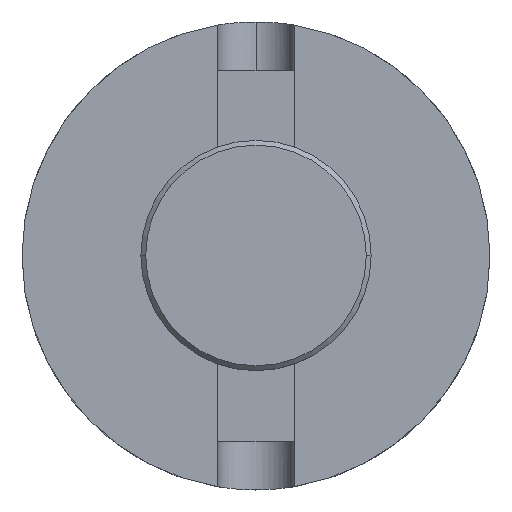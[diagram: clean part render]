
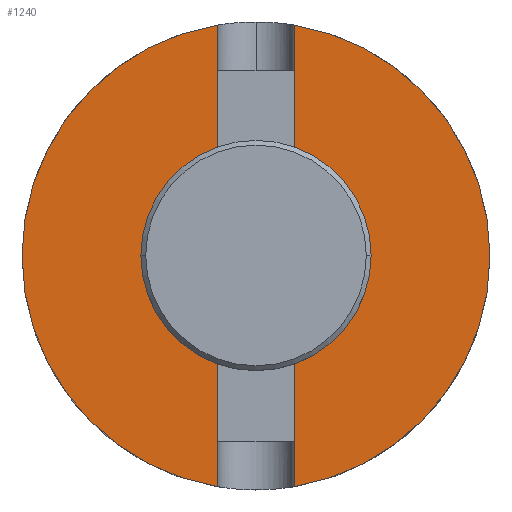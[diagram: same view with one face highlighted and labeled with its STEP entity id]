
A CAD part, top view. The second image highlights one B-rep face of the part: STEP entity #1240.
In plain terms, the highlighted planar face has unit normal (0, 0, 1).
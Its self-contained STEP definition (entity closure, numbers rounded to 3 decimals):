
#54 = EDGE_CURVE ( 'NONE', #410, #1683, #1407, .T. ) ;
#138 = CARTESIAN_POINT ( 'NONE',  ( 7.937, 0., 101.6 ) ) ;
#159 = EDGE_LOOP ( 'NONE', ( #195, #813 ) ) ;
#161 = VECTOR ( 'NONE', #2586, 1000. ) ;
#164 = VECTOR ( 'NONE', #1275, 1000. ) ;
#186 = CIRCLE ( 'NONE', #2938, 48.387 ) ;
#195 = ORIENTED_EDGE ( 'NONE', *, *, #423, .F. ) ;
#201 = AXIS2_PLACEMENT_3D ( 'NONE', #2316, #2371, #2333 ) ;
#208 = DIRECTION ( 'NONE',  ( 0., 0., 1. ) ) ;
#228 = DIRECTION ( 'NONE',  ( -1., 0., 0. ) ) ;
#241 = CARTESIAN_POINT ( 'NONE',  ( -19.05, 0., 101.6 ) ) ;
#242 = CARTESIAN_POINT ( 'NONE',  ( 0., 0., 101.6 ) ) ;
#256 = EDGE_LOOP ( 'NONE', ( #1418, #2650, #257, #891, #2728, #343, #952, #2181, #2798, #1025 ) ) ;
#257 = ORIENTED_EDGE ( 'NONE', *, *, #1262, .T. ) ;
#266 = CARTESIAN_POINT ( 'NONE',  ( -7.937, 0., 101.6 ) ) ;
#343 = ORIENTED_EDGE ( 'NONE', *, *, #1628, .F. ) ;
#357 = DIRECTION ( 'NONE',  ( 0., 1., 0. ) ) ;
#384 = EDGE_CURVE ( 'NONE', #2329, #2494, #186, .T. ) ;
#385 = VERTEX_POINT ( 'NONE', #478 ) ;
#410 = VERTEX_POINT ( 'NONE', #2530 ) ;
#423 = EDGE_CURVE ( 'NONE', #2076, #1164, #685, .T. ) ;
#472 = VECTOR ( 'NONE', #357, 1000. ) ;
#478 = CARTESIAN_POINT ( 'NONE',  ( -7.937, 47.732, 101.6 ) ) ;
#488 = DIRECTION ( 'NONE',  ( 0., -1., 0. ) ) ;
#496 = VERTEX_POINT ( 'NONE', #1452 ) ;
#505 = EDGE_CURVE ( 'NONE', #2789, #410, #1084, .T. ) ;
#656 = CARTESIAN_POINT ( 'NONE',  ( 48.968, -48.304, 101.6 ) ) ;
#685 = CIRCLE ( 'NONE', #201, 19.05 ) ;
#720 = PLANE ( 'NONE',  #726 ) ;
#722 = VECTOR ( 'NONE', #228, 1000. ) ;
#726 = AXIS2_PLACEMENT_3D ( 'NONE', #656, #727, #749 ) ;
#727 = DIRECTION ( 'NONE',  ( 0., 0., -1. ) ) ;
#743 = CARTESIAN_POINT ( 'NONE',  ( 0., -22.5, 101.6 ) ) ;
#744 = AXIS2_PLACEMENT_3D ( 'NONE', #978, #990, #1015 ) ;
#749 = DIRECTION ( 'NONE',  ( -1., 0., 0. ) ) ;
#781 = DIRECTION ( 'NONE',  ( 1., 0., 0. ) ) ;
#789 = CARTESIAN_POINT ( 'NONE',  ( -7.937, 22.5, 101.6 ) ) ;
#790 = DIRECTION ( 'NONE',  ( 0., 0., 1. ) ) ;
#803 = CARTESIAN_POINT ( 'NONE',  ( 0., 0., 101.6 ) ) ;
#813 = ORIENTED_EDGE ( 'NONE', *, *, #2522, .F. ) ;
#831 = CARTESIAN_POINT ( 'NONE',  ( 7.937, -47.732, 101.6 ) ) ;
#889 = DIRECTION ( 'NONE',  ( 0., 0., 1. ) ) ;
#891 = ORIENTED_EDGE ( 'NONE', *, *, #1550, .F. ) ;
#952 = ORIENTED_EDGE ( 'NONE', *, *, #2022, .T. ) ;
#970 = AXIS2_PLACEMENT_3D ( 'NONE', #1211, #1223, #1237 ) ;
#978 = CARTESIAN_POINT ( 'NONE',  ( 0., 0., 101.6 ) ) ;
#990 = DIRECTION ( 'NONE',  ( 0., 0., 1. ) ) ;
#992 = FACE_BOUND ( 'NONE', #159, .T. ) ;
#1011 = VERTEX_POINT ( 'NONE', #2188 ) ;
#1015 = DIRECTION ( 'NONE',  ( 1., 0., 0. ) ) ;
#1025 = ORIENTED_EDGE ( 'NONE', *, *, #54, .F. ) ;
#1084 = LINE ( 'NONE', #138, #472 ) ;
#1141 = FACE_OUTER_BOUND ( 'NONE', #256, .T. ) ;
#1164 = VERTEX_POINT ( 'NONE', #241 ) ;
#1168 = LINE ( 'NONE', #1285, #164 ) ;
#1189 = EDGE_CURVE ( 'NONE', #1683, #2494, #2834, .T. ) ;
#1211 = CARTESIAN_POINT ( 'NONE',  ( 0., 0., 101.6 ) ) ;
#1223 = DIRECTION ( 'NONE',  ( 0., 0., 1. ) ) ;
#1237 = DIRECTION ( 'NONE',  ( 1., 0., 0. ) ) ;
#1240 = ADVANCED_FACE ( 'NONE', ( #992, #1141 ), #720, .F. ) ;
#1247 = CARTESIAN_POINT ( 'NONE',  ( -48.387, 0., 101.6 ) ) ;
#1258 = EDGE_CURVE ( 'NONE', #2789, #1011, #2152, .T. ) ;
#1262 = EDGE_CURVE ( 'NONE', #1011, #1654, #2695, .T. ) ;
#1275 = DIRECTION ( 'NONE',  ( 0., -1., 0. ) ) ;
#1285 = CARTESIAN_POINT ( 'NONE',  ( -7.937, 0., 101.6 ) ) ;
#1407 = LINE ( 'NONE', #743, #722 ) ;
#1418 = ORIENTED_EDGE ( 'NONE', *, *, #505, .F. ) ;
#1452 = CARTESIAN_POINT ( 'NONE',  ( 7.937, 22.5, 101.6 ) ) ;
#1522 = CARTESIAN_POINT ( 'NONE',  ( 7.937, 47.732, 101.6 ) ) ;
#1550 = EDGE_CURVE ( 'NONE', #496, #1654, #1932, .T. ) ;
#1581 = CARTESIAN_POINT ( 'NONE',  ( 19.05, 0., 101.6 ) ) ;
#1628 = EDGE_CURVE ( 'NONE', #385, #2331, #1168, .T. ) ;
#1654 = VERTEX_POINT ( 'NONE', #1522 ) ;
#1683 = VERTEX_POINT ( 'NONE', #1952 ) ;
#1832 = AXIS2_PLACEMENT_3D ( 'NONE', #2273, #889, #2507 ) ;
#1904 = CIRCLE ( 'NONE', #1832, 19.05 ) ;
#1930 = LINE ( 'NONE', #2833, #161 ) ;
#1932 = LINE ( 'NONE', #1992, #2620 ) ;
#1952 = CARTESIAN_POINT ( 'NONE',  ( -7.937, -22.5, 101.6 ) ) ;
#1992 = CARTESIAN_POINT ( 'NONE',  ( 7.937, 0., 101.6 ) ) ;
#2005 = DIRECTION ( 'NONE',  ( 0., 1., 0. ) ) ;
#2022 = EDGE_CURVE ( 'NONE', #385, #2329, #2229, .T. ) ;
#2076 = VERTEX_POINT ( 'NONE', #1581 ) ;
#2129 = EDGE_CURVE ( 'NONE', #2331, #496, #1930, .T. ) ;
#2152 = CIRCLE ( 'NONE', #744, 48.387 ) ;
#2181 = ORIENTED_EDGE ( 'NONE', *, *, #384, .T. ) ;
#2188 = CARTESIAN_POINT ( 'NONE',  ( 48.387, 0., 101.6 ) ) ;
#2229 = CIRCLE ( 'NONE', #2392, 48.387 ) ;
#2231 = VECTOR ( 'NONE', #488, 1000. ) ;
#2273 = CARTESIAN_POINT ( 'NONE',  ( 0., 0., 101.6 ) ) ;
#2316 = CARTESIAN_POINT ( 'NONE',  ( 0., 0., 101.6 ) ) ;
#2329 = VERTEX_POINT ( 'NONE', #1247 ) ;
#2331 = VERTEX_POINT ( 'NONE', #789 ) ;
#2333 = DIRECTION ( 'NONE',  ( 1., 0., 0. ) ) ;
#2371 = DIRECTION ( 'NONE',  ( 0., 0., 1. ) ) ;
#2392 = AXIS2_PLACEMENT_3D ( 'NONE', #803, #790, #781 ) ;
#2494 = VERTEX_POINT ( 'NONE', #2945 ) ;
#2507 = DIRECTION ( 'NONE',  ( 1., 0., 0. ) ) ;
#2522 = EDGE_CURVE ( 'NONE', #1164, #2076, #1904, .T. ) ;
#2530 = CARTESIAN_POINT ( 'NONE',  ( 7.937, -22.5, 101.6 ) ) ;
#2586 = DIRECTION ( 'NONE',  ( 1., 0., 0. ) ) ;
#2620 = VECTOR ( 'NONE', #2005, 1000. ) ;
#2650 = ORIENTED_EDGE ( 'NONE', *, *, #1258, .T. ) ;
#2695 = CIRCLE ( 'NONE', #970, 48.387 ) ;
#2728 = ORIENTED_EDGE ( 'NONE', *, *, #2129, .F. ) ;
#2780 = DIRECTION ( 'NONE',  ( 1., 0., 0. ) ) ;
#2789 = VERTEX_POINT ( 'NONE', #831 ) ;
#2798 = ORIENTED_EDGE ( 'NONE', *, *, #1189, .F. ) ;
#2833 = CARTESIAN_POINT ( 'NONE',  ( 0., 22.5, 101.6 ) ) ;
#2834 = LINE ( 'NONE', #266, #2231 ) ;
#2938 = AXIS2_PLACEMENT_3D ( 'NONE', #242, #208, #2780 ) ;
#2945 = CARTESIAN_POINT ( 'NONE',  ( -7.937, -47.732, 101.6 ) ) ;
